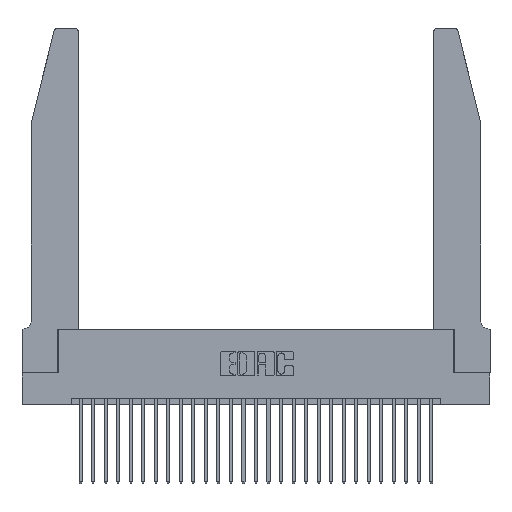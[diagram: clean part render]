
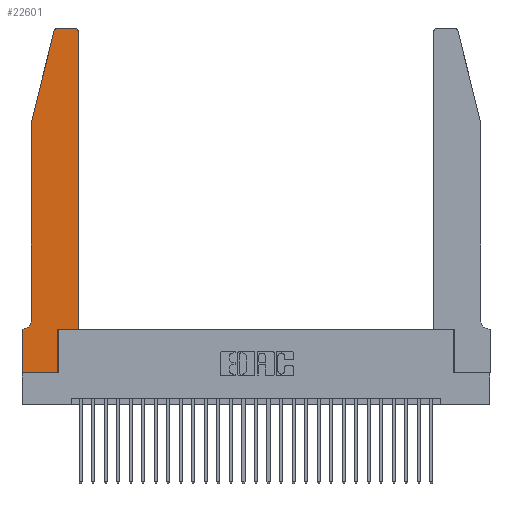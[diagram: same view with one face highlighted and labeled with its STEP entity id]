
A CAD part, top view. The second image highlights one B-rep face of the part: STEP entity #22601.
In plain terms, the highlighted planar face has unit normal (0, 0, 1).
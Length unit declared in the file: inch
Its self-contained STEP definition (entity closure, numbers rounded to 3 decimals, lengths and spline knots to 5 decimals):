
#97 = VERTEX_POINT ( 'NONE', #28437 ) ;
#285 = LINE ( 'NONE', #19208, #21616 ) ;
#713 = LINE ( 'NONE', #19464, #24856 ) ;
#796 = VERTEX_POINT ( 'NONE', #9126 ) ;
#1083 = CARTESIAN_POINT ( 'NONE',  ( 0.2865, 0.35, 0.37 ) ) ;
#1287 = LINE ( 'NONE', #3838, #18733 ) ;
#1615 = CARTESIAN_POINT ( 'NONE',  ( 0.4505, 0.35, 0.37 ) ) ;
#2690 = CARTESIAN_POINT ( 'NONE',  ( 0.0055, 0.35, 0.37 ) ) ;
#2755 = DIRECTION ( 'NONE',  ( 0., 0., 1. ) ) ;
#3112 = VECTOR ( 'NONE', #5932, 39.37008 ) ;
#3474 = VERTEX_POINT ( 'NONE', #17210 ) ;
#3785 = ORIENTED_EDGE ( 'NONE', *, *, #23526, .T. ) ;
#3838 = CARTESIAN_POINT ( 'NONE',  ( 0.2605, 2.75, 0.37 ) ) ;
#4292 = DIRECTION ( 'NONE',  ( 0., 0., 1. ) ) ;
#4484 = VECTOR ( 'NONE', #15287, 39.37008 ) ;
#4614 = CARTESIAN_POINT ( 'NONE',  ( 0.284, 2.75, 0.37 ) ) ;
#4731 = CIRCLE ( 'NONE', #18117, 0.07 ) ;
#5344 = ORIENTED_EDGE ( 'NONE', *, *, #6904, .T. ) ;
#5932 = DIRECTION ( 'NONE',  ( 0., 1., 0. ) ) ;
#5975 = DIRECTION ( 'NONE',  ( 1., 0., 0. ) ) ;
#6670 = CARTESIAN_POINT ( 'NONE',  ( 0.0055, 0.42, 0.37 ) ) ;
#6740 = AXIS2_PLACEMENT_3D ( 'NONE', #25048, #11658, #27267 ) ;
#6904 = EDGE_CURVE ( 'NONE', #796, #11390, #285, .T. ) ;
#7335 = DIRECTION ( 'NONE',  ( -0.239, -0.971, 0. ) ) ;
#7526 = EDGE_CURVE ( 'NONE', #23974, #15295, #22663, .T. ) ;
#8350 = VECTOR ( 'NONE', #25659, 39.37008 ) ;
#8645 = FACE_OUTER_BOUND ( 'NONE', #22872, .T. ) ;
#9008 = DIRECTION ( 'NONE',  ( -1., 0., 0. ) ) ;
#9126 = CARTESIAN_POINT ( 'NONE',  ( 0.2865, 0., 0.37 ) ) ;
#9904 = VERTEX_POINT ( 'NONE', #2690 ) ;
#9906 = CARTESIAN_POINT ( 'NONE',  ( 0.25487, 2.72718, 0.37 ) ) ;
#10179 = CARTESIAN_POINT ( 'NONE',  ( 0.0755, 2., 0.37 ) ) ;
#10813 = EDGE_CURVE ( 'NONE', #3474, #22466, #1287, .T. ) ;
#10942 = AXIS2_PLACEMENT_3D ( 'NONE', #16413, #2755, #18655 ) ;
#11045 = CARTESIAN_POINT ( 'NONE',  ( 0.4505, 2.72, 0.37 ) ) ;
#11390 = VERTEX_POINT ( 'NONE', #1083 ) ;
#11493 = VECTOR ( 'NONE', #25821, 39.37008 ) ;
#11584 = VECTOR ( 'NONE', #18888, 39.37008 ) ;
#11658 = DIRECTION ( 'NONE',  ( 0., 0., 1. ) ) ;
#11880 = EDGE_CURVE ( 'NONE', #24443, #23974, #15881, .T. ) ;
#11913 = PLANE ( 'NONE',  #10942 ) ;
#12256 = VERTEX_POINT ( 'NONE', #1615 ) ;
#12262 = AXIS2_PLACEMENT_3D ( 'NONE', #17899, #4292, #20128 ) ;
#12325 = ORIENTED_EDGE ( 'NONE', *, *, #19519, .T. ) ;
#13010 = CARTESIAN_POINT ( 'NONE',  ( 0.0755, 0.35, 0.37 ) ) ;
#14349 = CARTESIAN_POINT ( 'NONE',  ( 0.4505, 0.35, 0.37 ) ) ;
#14591 = EDGE_CURVE ( 'NONE', #22496, #97, #15296, .T. ) ;
#14974 = EDGE_CURVE ( 'NONE', #11390, #12256, #20294, .T. ) ;
#15040 = CARTESIAN_POINT ( 'NONE',  ( 0.0755, 2., 0.37 ) ) ;
#15287 = DIRECTION ( 'NONE',  ( -1., 0., 0. ) ) ;
#15295 = VERTEX_POINT ( 'NONE', #22220 ) ;
#15296 = LINE ( 'NONE', #27751, #11584 ) ;
#15684 = ORIENTED_EDGE ( 'NONE', *, *, #23271, .T. ) ;
#15881 = LINE ( 'NONE', #29230, #26347 ) ;
#16357 = CIRCLE ( 'NONE', #6740, 0.03 ) ;
#16413 = CARTESIAN_POINT ( 'NONE',  ( 0., 0.35, 0.37 ) ) ;
#17210 = CARTESIAN_POINT ( 'NONE',  ( 0.4205, 2.75, 0.37 ) ) ;
#17794 = ORIENTED_EDGE ( 'NONE', *, *, #10813, .T. ) ;
#17899 = CARTESIAN_POINT ( 'NONE',  ( 0.284, 2.72, 0.37 ) ) ;
#18117 = AXIS2_PLACEMENT_3D ( 'NONE', #6670, #22409, #9008 ) ;
#18426 = CIRCLE ( 'NONE', #12262, 0.03 ) ;
#18428 = ORIENTED_EDGE ( 'NONE', *, *, #14974, .T. ) ;
#18655 = DIRECTION ( 'NONE',  ( 1., 0., 0. ) ) ;
#18733 = VECTOR ( 'NONE', #19690, 39.37008 ) ;
#18888 = DIRECTION ( 'NONE',  ( 0., -1., 0. ) ) ;
#19208 = CARTESIAN_POINT ( 'NONE',  ( 0.2865, 0.35, 0.37 ) ) ;
#19287 = ORIENTED_EDGE ( 'NONE', *, *, #7526, .T. ) ;
#19464 = CARTESIAN_POINT ( 'NONE',  ( 0., 0., 0.37 ) ) ;
#19519 = EDGE_CURVE ( 'NONE', #9904, #22496, #22515, .T. ) ;
#19670 = ORIENTED_EDGE ( 'NONE', *, *, #14591, .T. ) ;
#19690 = DIRECTION ( 'NONE',  ( -1., 0., 0. ) ) ;
#19915 = ORIENTED_EDGE ( 'NONE', *, *, #21520, .T. ) ;
#20128 = DIRECTION ( 'NONE',  ( 1., 0., 0. ) ) ;
#20294 = LINE ( 'NONE', #14349, #8350 ) ;
#21520 = EDGE_CURVE ( 'NONE', #97, #796, #713, .T. ) ;
#21616 = VECTOR ( 'NONE', #28155, 39.37008 ) ;
#22220 = CARTESIAN_POINT ( 'NONE',  ( 0.0755, 0.42, 0.37 ) ) ;
#22409 = DIRECTION ( 'NONE',  ( 0., 0., -1. ) ) ;
#22466 = VERTEX_POINT ( 'NONE', #4614 ) ;
#22496 = VERTEX_POINT ( 'NONE', #24924 ) ;
#22515 = LINE ( 'NONE', #13010, #4484 ) ;
#22601 = ADVANCED_FACE ( 'NONE', ( #8645 ), #11913, .T. ) ;
#22663 = LINE ( 'NONE', #10179, #11493 ) ;
#22872 = EDGE_LOOP ( 'NONE', ( #17794, #27093, #24448, #19287, #24104, #12325, #19670, #19915, #5344, #18428, #3785, #15684 ) ) ;
#23271 = EDGE_CURVE ( 'NONE', #25470, #3474, #16357, .T. ) ;
#23526 = EDGE_CURVE ( 'NONE', #12256, #25470, #28514, .T. ) ;
#23663 = EDGE_CURVE ( 'NONE', #22466, #24443, #18426, .T. ) ;
#23974 = VERTEX_POINT ( 'NONE', #15040 ) ;
#24104 = ORIENTED_EDGE ( 'NONE', *, *, #24829, .T. ) ;
#24443 = VERTEX_POINT ( 'NONE', #9906 ) ;
#24448 = ORIENTED_EDGE ( 'NONE', *, *, #11880, .T. ) ;
#24829 = EDGE_CURVE ( 'NONE', #15295, #9904, #4731, .T. ) ;
#24856 = VECTOR ( 'NONE', #5975, 39.37008 ) ;
#24924 = CARTESIAN_POINT ( 'NONE',  ( 0., 0.35, 0.37 ) ) ;
#25048 = CARTESIAN_POINT ( 'NONE',  ( 0.4205, 2.72, 0.37 ) ) ;
#25470 = VERTEX_POINT ( 'NONE', #11045 ) ;
#25659 = DIRECTION ( 'NONE',  ( 1., 0., 0. ) ) ;
#25821 = DIRECTION ( 'NONE',  ( 0., -1., 0. ) ) ;
#26347 = VECTOR ( 'NONE', #7335, 39.37008 ) ;
#27093 = ORIENTED_EDGE ( 'NONE', *, *, #23663, .T. ) ;
#27267 = DIRECTION ( 'NONE',  ( 1., 0., 0. ) ) ;
#27751 = CARTESIAN_POINT ( 'NONE',  ( 0., 0., 0.37 ) ) ;
#28155 = DIRECTION ( 'NONE',  ( 0., 1., 0. ) ) ;
#28437 = CARTESIAN_POINT ( 'NONE',  ( 0., 0., 0.37 ) ) ;
#28484 = CARTESIAN_POINT ( 'NONE',  ( 0.4505, 0.35, 0.37 ) ) ;
#28514 = LINE ( 'NONE', #28484, #3112 ) ;
#29230 = CARTESIAN_POINT ( 'NONE',  ( 0.0755, 2., 0.37 ) ) ;
